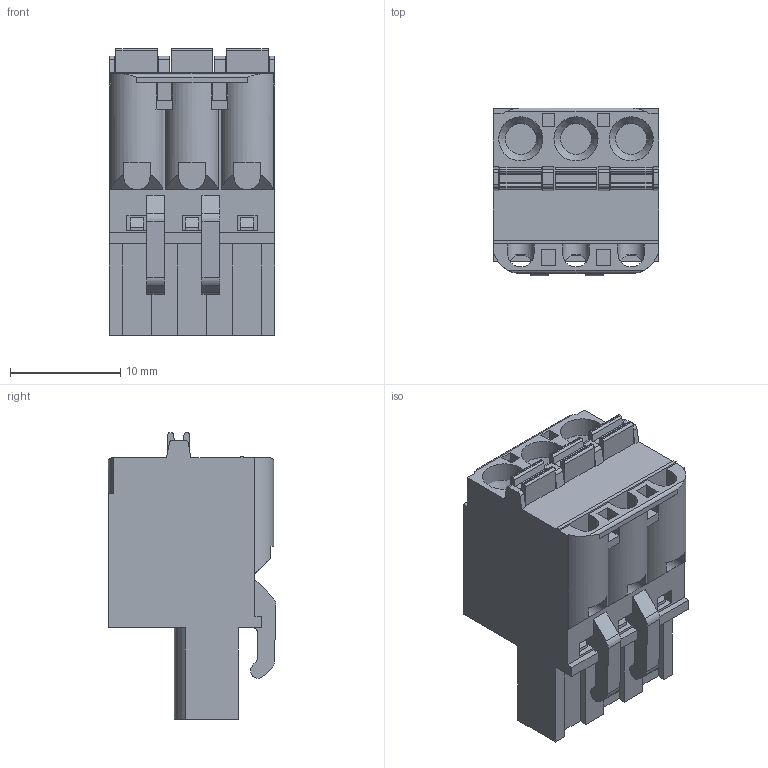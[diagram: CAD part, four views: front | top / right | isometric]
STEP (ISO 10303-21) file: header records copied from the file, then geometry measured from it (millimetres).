
FILE_DESCRIPTION(('STEP AP214'),'1');
FILE_NAME('SHM03-5.stp','2021-03-04T15:38:36',(' '),(' '),'Spatial InterOp 3D',' ',' ');
FILE_SCHEMA(('automotive_design'));
Length unit declared in the file: metre
Products named in the file (1): 1
Bounding box: 15 x 15.2 x 26 mm (x, y, z)
Volume: 3677.3 mm3; surface area: 2354.6 mm2
Topology: 1 solids, 1 shells, 296 faces, 830 edges, 547 vertices
Faces by surface type: plane 233, cylinder 56, cone 6, extrusion 1
Full cylindrical faces by diameter (mm): 4 x3
Entity records: 11823 total; most frequent: CARTESIAN_POINT 1727, ORIENTED_EDGE 1636, DIRECTION 1540, EDGE_CURVE 818, VECTOR 662, LINE 661, VERTEX_POINT 544, AXIS2_PLACEMENT_3D 439
